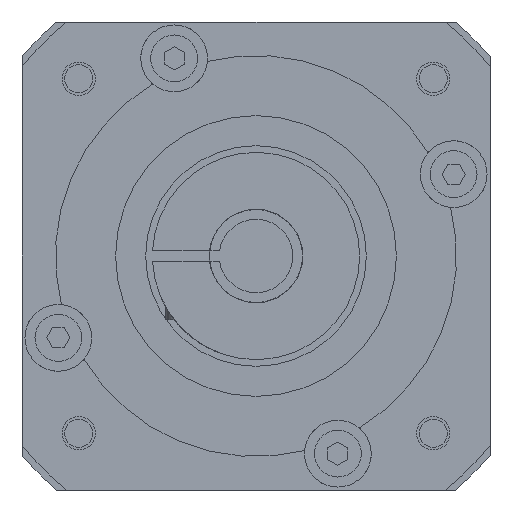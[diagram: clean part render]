
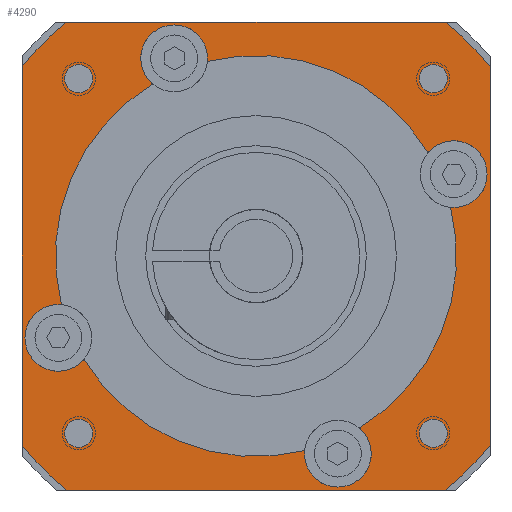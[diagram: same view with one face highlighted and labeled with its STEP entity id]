
A CAD part, left-side view. The second image highlights one B-rep face of the part: STEP entity #4290.
In plain terms, the highlighted planar face has unit normal (-1, 0, 0).
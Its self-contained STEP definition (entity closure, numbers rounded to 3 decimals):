
#654=CARTESIAN_POINT('',(0.,0.,0.));
#655=DIRECTION('',(1.,0.,0.));
#656=DIRECTION('',(0.,-0.97,0.242));
#657=AXIS2_PLACEMENT_3D('',#654,#655,#656);
#672=CARTESIAN_POINT('',(0.,0.,0.));
#673=DIRECTION('',(1.,0.,0.));
#674=DIRECTION('',(0.,-0.242,-0.97));
#675=AXIS2_PLACEMENT_3D('',#672,#673,#674);
#681=CARTESIAN_POINT('',(0.,0.,0.));
#682=DIRECTION('',(1.,0.,0.));
#683=DIRECTION('',(0.,0.242,0.97));
#684=AXIS2_PLACEMENT_3D('',#681,#682,#683);
#708=CARTESIAN_POINT('',(0.,0.,0.));
#709=DIRECTION('',(1.,0.,0.));
#710=DIRECTION('',(0.,0.97,-0.242));
#711=AXIS2_PLACEMENT_3D('',#708,#709,#710);
#717=CARTESIAN_POINT('',(0.,0.,0.));
#718=DIRECTION('',(1.,0.,0.));
#719=DIRECTION('',(0.,-0.629,0.778));
#720=AXIS2_PLACEMENT_3D('',#717,#718,#719);
#722=DIRECTION('',(0.,0.,-1.));
#723=VECTOR('',#722,56.569);
#724=CARTESIAN_POINT('',(0.,-35.,28.284));
#725=LINE('',#724,#723);
#726=CARTESIAN_POINT('',(0.,0.,0.));
#727=DIRECTION('',(1.,0.,0.));
#728=DIRECTION('',(0.,-0.778,-0.629));
#729=AXIS2_PLACEMENT_3D('',#726,#727,#728);
#731=DIRECTION('',(0.,1.,0.));
#732=VECTOR('',#731,56.569);
#733=CARTESIAN_POINT('',(0.,-28.284,-35.));
#734=LINE('',#733,#732);
#735=CARTESIAN_POINT('',(0.,0.,0.));
#736=DIRECTION('',(1.,0.,0.));
#737=DIRECTION('',(0.,0.629,-0.778));
#738=AXIS2_PLACEMENT_3D('',#735,#736,#737);
#740=DIRECTION('',(0.,0.,1.));
#741=VECTOR('',#740,56.569);
#742=CARTESIAN_POINT('',(0.,35.,-28.284));
#743=LINE('',#742,#741);
#744=CARTESIAN_POINT('',(0.,0.,0.));
#745=DIRECTION('',(1.,0.,0.));
#746=DIRECTION('',(0.,0.778,0.629));
#747=AXIS2_PLACEMENT_3D('',#744,#745,#746);
#749=DIRECTION('',(0.,-1.,0.));
#750=VECTOR('',#749,56.569);
#751=CARTESIAN_POINT('',(0.,28.284,35.));
#752=LINE('',#751,#750);
#753=CARTESIAN_POINT('',(0.,26.517,-26.517));
#754=DIRECTION('',(1.,0.,0.));
#755=DIRECTION('',(0.,-1.,0.));
#756=AXIS2_PLACEMENT_3D('',#753,#754,#755);
#758=CARTESIAN_POINT('',(0.,26.517,-26.517));
#759=DIRECTION('',(1.,0.,0.));
#760=DIRECTION('',(0.,1.,0.));
#761=AXIS2_PLACEMENT_3D('',#758,#759,#760);
#763=CARTESIAN_POINT('',(0.,26.517,26.517));
#764=DIRECTION('',(1.,0.,0.));
#765=DIRECTION('',(0.,0.,-1.));
#766=AXIS2_PLACEMENT_3D('',#763,#764,#765);
#768=CARTESIAN_POINT('',(0.,26.517,26.517));
#769=DIRECTION('',(1.,0.,0.));
#770=DIRECTION('',(0.,0.,1.));
#771=AXIS2_PLACEMENT_3D('',#768,#769,#770);
#773=CARTESIAN_POINT('',(0.,-26.517,26.517));
#774=DIRECTION('',(1.,0.,0.));
#775=DIRECTION('',(0.,1.,0.));
#776=AXIS2_PLACEMENT_3D('',#773,#774,#775);
#778=CARTESIAN_POINT('',(0.,-26.517,26.517));
#779=DIRECTION('',(1.,0.,0.));
#780=DIRECTION('',(0.,-1.,0.));
#781=AXIS2_PLACEMENT_3D('',#778,#779,#780);
#783=CARTESIAN_POINT('',(0.,-26.517,-26.517));
#784=DIRECTION('',(1.,0.,0.));
#785=DIRECTION('',(0.,0.,1.));
#786=AXIS2_PLACEMENT_3D('',#783,#784,#785);
#788=CARTESIAN_POINT('',(0.,-26.517,-26.517));
#789=DIRECTION('',(1.,0.,0.));
#790=DIRECTION('',(0.,0.,-1.));
#791=AXIS2_PLACEMENT_3D('',#788,#789,#790);
#793=CARTESIAN_POINT('',(0.,12.246,29.564));
#794=DIRECTION('',(1.,0.,0.));
#795=DIRECTION('',(0.,0.,1.));
#796=AXIS2_PLACEMENT_3D('',#793,#794,#795);
#798=CARTESIAN_POINT('',(0.,12.246,29.564));
#799=DIRECTION('',(1.,0.,0.));
#800=DIRECTION('',(0.,0.639,-0.769));
#801=AXIS2_PLACEMENT_3D('',#798,#799,#800);
#803=CARTESIAN_POINT('',(0.,29.564,-12.246));
#804=DIRECTION('',(1.,0.,0.));
#805=DIRECTION('',(0.,1.,0.));
#806=AXIS2_PLACEMENT_3D('',#803,#804,#805);
#808=CARTESIAN_POINT('',(0.,29.564,-12.246));
#809=DIRECTION('',(1.,0.,0.));
#810=DIRECTION('',(0.,-0.769,-0.639));
#811=AXIS2_PLACEMENT_3D('',#808,#809,#810);
#813=CARTESIAN_POINT('',(0.,-12.246,-29.564));
#814=DIRECTION('',(1.,0.,0.));
#815=DIRECTION('',(0.,0.,-1.));
#816=AXIS2_PLACEMENT_3D('',#813,#814,#815);
#818=CARTESIAN_POINT('',(0.,-12.246,-29.564));
#819=DIRECTION('',(1.,0.,0.));
#820=DIRECTION('',(0.,-0.639,0.769));
#821=AXIS2_PLACEMENT_3D('',#818,#819,#820);
#823=CARTESIAN_POINT('',(0.,-29.564,12.246));
#824=DIRECTION('',(1.,0.,0.));
#825=DIRECTION('',(0.,-1.,0.));
#826=AXIS2_PLACEMENT_3D('',#823,#824,#825);
#828=CARTESIAN_POINT('',(0.,-29.564,12.246));
#829=DIRECTION('',(1.,0.,0.));
#830=DIRECTION('',(0.,0.769,0.639));
#831=AXIS2_PLACEMENT_3D('',#828,#829,#830);
#2464=CARTESIAN_POINT('',(0.,-28.284,35.));
#2465=CARTESIAN_POINT('',(0.,-35.,28.284));
#2466=VERTEX_POINT('',#2464);
#2467=VERTEX_POINT('',#2465);
#2468=CARTESIAN_POINT('',(0.,-35.,-28.284));
#2469=VERTEX_POINT('',#2468);
#2470=CARTESIAN_POINT('',(0.,-28.284,-35.));
#2471=VERTEX_POINT('',#2470);
#2472=CARTESIAN_POINT('',(0.,28.284,-35.));
#2473=VERTEX_POINT('',#2472);
#2474=CARTESIAN_POINT('',(0.,35.,-28.284));
#2475=VERTEX_POINT('',#2474);
#2476=CARTESIAN_POINT('',(0.,35.,28.284));
#2477=VERTEX_POINT('',#2476);
#2478=CARTESIAN_POINT('',(0.,28.284,35.));
#2479=VERTEX_POINT('',#2478);
#2533=CARTESIAN_POINT('',(0.,24.417,-26.517));
#2534=CARTESIAN_POINT('',(0.,28.617,-26.517));
#2535=VERTEX_POINT('',#2533);
#2536=VERTEX_POINT('',#2534);
#2541=CARTESIAN_POINT('',(0.,26.517,24.417));
#2542=VERTEX_POINT('',#2541);
#2543=CARTESIAN_POINT('',(0.,26.517,28.617));
#2544=VERTEX_POINT('',#2543);
#2549=CARTESIAN_POINT('',(0.,-24.417,26.517));
#2550=VERTEX_POINT('',#2549);
#2551=CARTESIAN_POINT('',(0.,-28.617,26.517));
#2552=VERTEX_POINT('',#2551);
#2557=CARTESIAN_POINT('',(0.,-26.517,-24.417));
#2558=VERTEX_POINT('',#2557);
#2559=CARTESIAN_POINT('',(0.,-26.517,-28.617));
#2560=VERTEX_POINT('',#2559);
#2565=CARTESIAN_POINT('',(0.,-34.564,12.246));
#2566=CARTESIAN_POINT('',(0.,-29.107,7.267));
#2567=VERTEX_POINT('',#2565);
#2568=VERTEX_POINT('',#2566);
#2569=CARTESIAN_POINT('',(0.,-25.72,15.443));
#2570=VERTEX_POINT('',#2569);
#2609=CARTESIAN_POINT('',(0.,-12.246,-34.564));
#2610=VERTEX_POINT('',#2609);
#2649=CARTESIAN_POINT('',(0.,34.564,-12.246));
#2650=VERTEX_POINT('',#2649);
#2689=CARTESIAN_POINT('',(0.,12.246,34.564));
#2690=VERTEX_POINT('',#2689);
#2725=CARTESIAN_POINT('',(0.,-7.267,-29.107));
#2726=VERTEX_POINT('',#2725);
#2727=CARTESIAN_POINT('',(0.,-15.443,-25.72));
#2728=VERTEX_POINT('',#2727);
#2729=CARTESIAN_POINT('',(0.,29.107,-7.267));
#2730=VERTEX_POINT('',#2729);
#2731=CARTESIAN_POINT('',(0.,25.72,-15.443));
#2732=VERTEX_POINT('',#2731);
#2733=CARTESIAN_POINT('',(0.,7.267,29.107));
#2734=VERTEX_POINT('',#2733);
#2735=CARTESIAN_POINT('',(0.,15.443,25.72));
#2736=VERTEX_POINT('',#2735);
#4226=CARTESIAN_POINT('',(0.,0.,0.));
#4227=DIRECTION('',(1.,0.,0.));
#4228=DIRECTION('',(0.,1.,0.));
#4229=AXIS2_PLACEMENT_3D('',#4226,#4227,#4228);
#4230=PLANE('',#4229);
#4232=ORIENTED_EDGE('',*,*,#4231,.T.);
#4234=ORIENTED_EDGE('',*,*,#4233,.T.);
#4236=ORIENTED_EDGE('',*,*,#4235,.T.);
#4238=ORIENTED_EDGE('',*,*,#4237,.T.);
#4240=ORIENTED_EDGE('',*,*,#4239,.T.);
#4242=ORIENTED_EDGE('',*,*,#4241,.T.);
#4244=ORIENTED_EDGE('',*,*,#4243,.T.);
#4246=ORIENTED_EDGE('',*,*,#4245,.T.);
#4247=EDGE_LOOP('',(#4232,#4234,#4236,#4238,#4240,#4242,#4244,#4246));
#4248=FACE_OUTER_BOUND('',#4247,.F.);
#4250=ORIENTED_EDGE('',*,*,#4249,.F.);
#4252=ORIENTED_EDGE('',*,*,#4251,.F.);
#4253=EDGE_LOOP('',(#4250,#4252));
#4254=FACE_BOUND('',#4253,.F.);
#4256=ORIENTED_EDGE('',*,*,#4255,.F.);
#4258=ORIENTED_EDGE('',*,*,#4257,.F.);
#4259=EDGE_LOOP('',(#4256,#4258));
#4260=FACE_BOUND('',#4259,.F.);
#4262=ORIENTED_EDGE('',*,*,#4261,.F.);
#4264=ORIENTED_EDGE('',*,*,#4263,.F.);
#4265=EDGE_LOOP('',(#4262,#4264));
#4266=FACE_BOUND('',#4265,.F.);
#4268=ORIENTED_EDGE('',*,*,#4267,.F.);
#4270=ORIENTED_EDGE('',*,*,#4269,.F.);
#4271=EDGE_LOOP('',(#4268,#4270));
#4272=FACE_BOUND('',#4271,.F.);
#4273=ORIENTED_EDGE('',*,*,#3831,.F.);
#4274=ORIENTED_EDGE('',*,*,#3862,.F.);
#4275=ORIENTED_EDGE('',*,*,#4189,.F.);
#4277=ORIENTED_EDGE('',*,*,#4276,.F.);
#4279=ORIENTED_EDGE('',*,*,#4278,.F.);
#4280=ORIENTED_EDGE('',*,*,#4147,.F.);
#4281=ORIENTED_EDGE('',*,*,#3049,.F.);
#4282=ORIENTED_EDGE('',*,*,#3080,.F.);
#4283=ORIENTED_EDGE('',*,*,#4126,.F.);
#4284=ORIENTED_EDGE('',*,*,#4206,.F.);
#4286=ORIENTED_EDGE('',*,*,#4285,.F.);
#4287=ORIENTED_EDGE('',*,*,#4165,.F.);
#4288=EDGE_LOOP('',(#4273,#4274,#4275,#4277,#4279,#4280,#4281,#4282,#4283,#4284,
#4286,#4287));
#4289=FACE_BOUND('',#4288,.F.);
#658=CIRCLE('',#657,30.);
#676=CIRCLE('',#675,30.);
#685=CIRCLE('',#684,30.);
#712=CIRCLE('',#711,30.);
#721=CIRCLE('',#720,45.);
#730=CIRCLE('',#729,45.);
#739=CIRCLE('',#738,45.);
#748=CIRCLE('',#747,45.);
#757=CIRCLE('',#756,2.1);
#762=CIRCLE('',#761,2.1);
#767=CIRCLE('',#766,2.1);
#772=CIRCLE('',#771,2.1);
#777=CIRCLE('',#776,2.1);
#782=CIRCLE('',#781,2.1);
#787=CIRCLE('',#786,2.1);
#792=CIRCLE('',#791,2.1);
#797=CIRCLE('',#796,5.);
#802=CIRCLE('',#801,5.);
#807=CIRCLE('',#806,5.);
#812=CIRCLE('',#811,5.);
#817=CIRCLE('',#816,5.);
#822=CIRCLE('',#821,5.);
#827=CIRCLE('',#826,5.);
#832=CIRCLE('',#831,5.);
#3049=EDGE_CURVE('',#2610,#2726,#817,.T.);
#3080=EDGE_CURVE('',#2728,#2610,#822,.T.);
#3831=EDGE_CURVE('',#2690,#2734,#797,.T.);
#3862=EDGE_CURVE('',#2736,#2690,#802,.T.);
#4126=EDGE_CURVE('',#2568,#2728,#658,.T.);
#4147=EDGE_CURVE('',#2726,#2732,#676,.T.);
#4165=EDGE_CURVE('',#2734,#2570,#685,.T.);
#4189=EDGE_CURVE('',#2730,#2736,#712,.T.);
#4206=EDGE_CURVE('',#2567,#2568,#827,.T.);
#4231=EDGE_CURVE('',#2466,#2467,#721,.T.);
#4233=EDGE_CURVE('',#2467,#2469,#725,.T.);
#4235=EDGE_CURVE('',#2469,#2471,#730,.T.);
#4237=EDGE_CURVE('',#2471,#2473,#734,.T.);
#4239=EDGE_CURVE('',#2473,#2475,#739,.T.);
#4241=EDGE_CURVE('',#2475,#2477,#743,.T.);
#4243=EDGE_CURVE('',#2477,#2479,#748,.T.);
#4245=EDGE_CURVE('',#2479,#2466,#752,.T.);
#4249=EDGE_CURVE('',#2535,#2536,#757,.T.);
#4251=EDGE_CURVE('',#2536,#2535,#762,.T.);
#4255=EDGE_CURVE('',#2542,#2544,#767,.T.);
#4257=EDGE_CURVE('',#2544,#2542,#772,.T.);
#4261=EDGE_CURVE('',#2550,#2552,#777,.T.);
#4263=EDGE_CURVE('',#2552,#2550,#782,.T.);
#4267=EDGE_CURVE('',#2558,#2560,#787,.T.);
#4269=EDGE_CURVE('',#2560,#2558,#792,.T.);
#4276=EDGE_CURVE('',#2650,#2730,#807,.T.);
#4278=EDGE_CURVE('',#2732,#2650,#812,.T.);
#4285=EDGE_CURVE('',#2570,#2567,#832,.T.);
#4290=ADVANCED_FACE('',(#4248,#4254,#4260,#4266,#4272,#4289),#4230,.F.);
